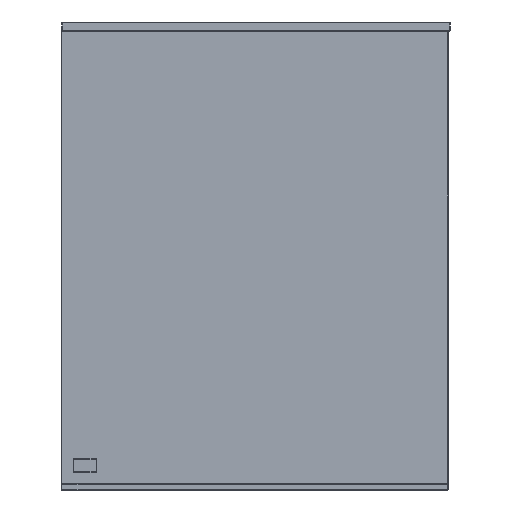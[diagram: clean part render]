
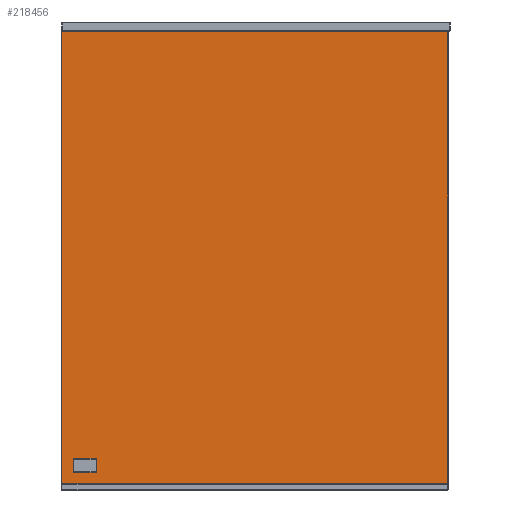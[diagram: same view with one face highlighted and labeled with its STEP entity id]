
A CAD part, left-side view. The second image highlights one B-rep face of the part: STEP entity #218456.
In plain terms, the highlighted planar face has unit normal (-1, 0, 0).
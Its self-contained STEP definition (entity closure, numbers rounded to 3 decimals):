
#218195=CARTESIAN_POINT('',(1534.659,1035.316,582.5));
#218196=VERTEX_POINT('',#218195);
#218203=CARTESIAN_POINT('',(1534.659,1035.109,582.293));
#218204=VERTEX_POINT('',#218203);
#218205=CARTESIAN_POINT('',(1534.659,1035.316,582.5));
#218206=DIRECTION('',(0.0,-0.707,-0.707));
#218207=VECTOR('',#218206,0.293);
#218208=LINE('',#218205,#218207);
#218209=EDGE_CURVE('',#218196,#218204,#218208,.T.);
#218226=CARTESIAN_POINT('',(1534.659,1531.902,582.5));
#218227=VERTEX_POINT('',#218226);
#218234=CARTESIAN_POINT('',(1534.659,1531.902,582.5));
#218235=DIRECTION('',(0.0,-1.0,0.0));
#218236=VECTOR('',#218235,496.586);
#218237=LINE('',#218234,#218236);
#218238=EDGE_CURVE('',#218227,#218196,#218237,.T.);
#218249=CARTESIAN_POINT('',(1534.659,1035.109,0.707));
#218250=VERTEX_POINT('',#218249);
#218251=CARTESIAN_POINT('',(1534.659,1035.109,582.293));
#218252=DIRECTION('',(0.0,0.0,-1.0));
#218253=VECTOR('',#218252,581.586);
#218254=LINE('',#218251,#218253);
#218255=EDGE_CURVE('',#218204,#218250,#218254,.T.);
#218281=CARTESIAN_POINT('',(1534.659,1532.109,582.293));
#218282=VERTEX_POINT('',#218281);
#218289=CARTESIAN_POINT('',(1534.659,1532.109,582.293));
#218290=DIRECTION('',(0.0,-0.707,0.707));
#218291=VECTOR('',#218290,0.293);
#218292=LINE('',#218289,#218291);
#218293=EDGE_CURVE('',#218282,#218227,#218292,.T.);
#218304=CARTESIAN_POINT('',(1534.659,1035.316,0.5));
#218305=VERTEX_POINT('',#218304);
#218306=CARTESIAN_POINT('',(1534.659,1035.109,0.707));
#218307=DIRECTION('',(0.0,0.707,-0.707));
#218308=VECTOR('',#218307,0.293);
#218309=LINE('',#218306,#218308);
#218310=EDGE_CURVE('',#218250,#218305,#218309,.T.);
#218336=CARTESIAN_POINT('',(1534.659,1532.109,0.707));
#218337=VERTEX_POINT('',#218336);
#218344=CARTESIAN_POINT('',(1534.659,1532.109,0.707));
#218345=DIRECTION('',(0.0,0.0,1.0));
#218346=VECTOR('',#218345,581.586);
#218347=LINE('',#218344,#218346);
#218348=EDGE_CURVE('',#218337,#218282,#218347,.T.);
#218359=CARTESIAN_POINT('',(1534.659,1531.902,0.5));
#218360=VERTEX_POINT('',#218359);
#218361=CARTESIAN_POINT('',(1534.659,1035.316,0.5));
#218362=DIRECTION('',(0.0,1.0,0.0));
#218363=VECTOR('',#218362,496.586);
#218364=LINE('',#218361,#218363);
#218365=EDGE_CURVE('',#218305,#218360,#218364,.T.);
#218397=CARTESIAN_POINT('',(1534.659,1531.902,0.5));
#218398=DIRECTION('',(0.0,0.707,0.707));
#218399=VECTOR('',#218398,0.293);
#218400=LINE('',#218397,#218399);
#218401=EDGE_CURVE('',#218360,#218337,#218400,.T.);
#218441=CARTESIAN_POINT('',(1534.659,1532.609,0.));
#218442=DIRECTION('',(-1.0,0.0,0.0));
#218443=DIRECTION('',(0.0,-1.0,0.0));
#218444=AXIS2_PLACEMENT_3D('',#218441,#218442,#218443);
#218445=PLANE('',#218444);
#218446=ORIENTED_EDGE('',*,*,#218209,.F.);
#218447=ORIENTED_EDGE('',*,*,#218238,.F.);
#218448=ORIENTED_EDGE('',*,*,#218293,.F.);
#218449=ORIENTED_EDGE('',*,*,#218348,.F.);
#218450=ORIENTED_EDGE('',*,*,#218401,.F.);
#218451=ORIENTED_EDGE('',*,*,#218365,.F.);
#218452=ORIENTED_EDGE('',*,*,#218310,.F.);
#218453=ORIENTED_EDGE('',*,*,#218255,.F.);
#218454=EDGE_LOOP('',(#218446,#218447,#218448,#218449,#218450,#218451,#218452,#218453));
#218455=FACE_OUTER_BOUND('',#218454,.T.);
#218456=ADVANCED_FACE('',(#218455),#218445,.T.);
